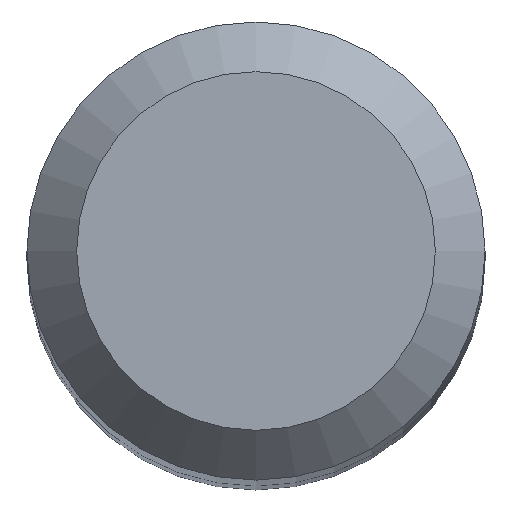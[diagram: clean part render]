
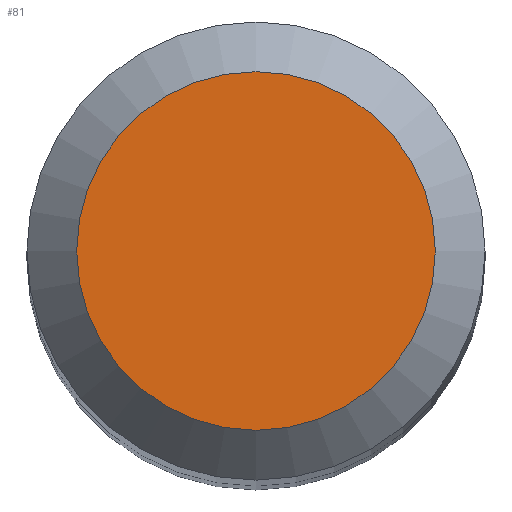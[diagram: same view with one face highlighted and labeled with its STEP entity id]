
A CAD part, top view. The second image highlights one B-rep face of the part: STEP entity #81.
In plain terms, the highlighted planar face has unit normal (0, 0, 1).
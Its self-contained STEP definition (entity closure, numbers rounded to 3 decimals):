
#3 = AXIS2_PLACEMENT_3D ( 'NONE', #28, #27, #92 ) ;
#9 = CARTESIAN_POINT ( 'NONE',  ( 0., 0., 58. ) ) ;
#12 = VERTEX_POINT ( 'NONE', #185 ) ;
#27 = DIRECTION ( 'NONE',  ( 0., 0., -1. ) ) ;
#28 = CARTESIAN_POINT ( 'NONE',  ( 0., 0., 58. ) ) ;
#53 = EDGE_CURVE ( 'NONE', #12, #12, #147, .T. ) ;
#61 = PLANE ( 'NONE',  #3 ) ;
#81 = ADVANCED_FACE ( 'NONE', ( #119 ), #61, .F. ) ;
#82 = ORIENTED_EDGE ( 'NONE', *, *, #53, .F. ) ;
#92 = DIRECTION ( 'NONE',  ( 0., 1., 0. ) ) ;
#119 = FACE_OUTER_BOUND ( 'NONE', #168, .T. ) ;
#147 = CIRCLE ( 'NONE', #165, 1.8 ) ;
#165 = AXIS2_PLACEMENT_3D ( 'NONE', #9, #201, #200 ) ;
#168 = EDGE_LOOP ( 'NONE', ( #82 ) ) ;
#185 = CARTESIAN_POINT ( 'NONE',  ( 0., 1.8, 58. ) ) ;
#200 = DIRECTION ( 'NONE',  ( 0., 1., 0. ) ) ;
#201 = DIRECTION ( 'NONE',  ( 0., 0., -1. ) ) ;
